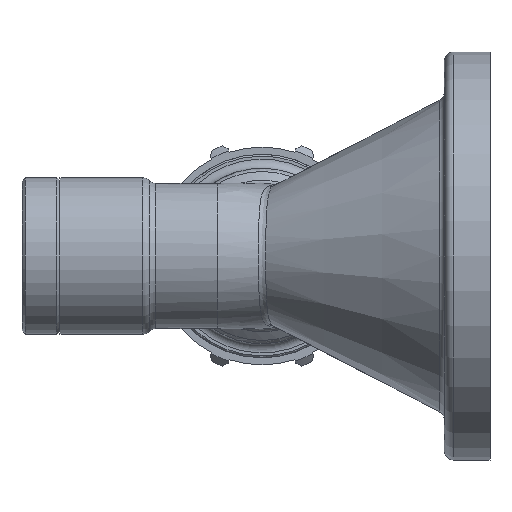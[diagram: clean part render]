
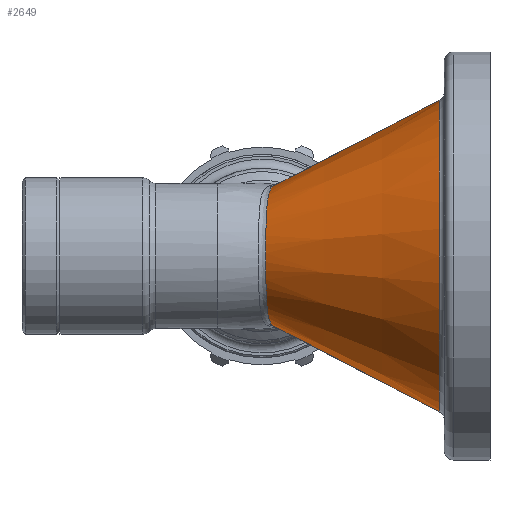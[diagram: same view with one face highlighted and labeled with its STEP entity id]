
A CAD part, left-side view. The second image highlights one B-rep face of the part: STEP entity #2649.
In plain terms, the highlighted conical face has half-angle 27.411 degrees and reference radius 26.4 mm.
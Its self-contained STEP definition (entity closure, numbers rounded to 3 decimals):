
#17=CONICAL_SURFACE('',#2822,26.4,27.411);
#175=LINE('',#4087,#355);
#180=LINE('',#4144,#360);
#355=VECTOR('',#3141,31.075);
#360=VECTOR('',#3148,31.075);
#535=B_SPLINE_CURVE_WITH_KNOTS('',3,(#4145,#4146,#4147,#4148,#4149,#4150,
#4151,#4152,#4153,#4154),.UNSPECIFIED.,.F.,.F.,(4,1,1,1,1,1,1,4),(-3.942,
-3.379,-2.816,-2.253,-1.69,
-1.126,-0.563,0.),.UNSPECIFIED.);
#607=FACE_OUTER_BOUND('',#765,.T.);
#765=EDGE_LOOP('',(#1754,#1755,#1756,#1757));
#956=CIRCLE('',#2819,25.975);
#1088=VERTEX_POINT('',#4071);
#1090=VERTEX_POINT('',#4077);
#1092=VERTEX_POINT('',#4086);
#1102=VERTEX_POINT('',#4143);
#1352=EDGE_CURVE('',#1088,#1090,#956,.T.);
#1355=EDGE_CURVE('',#1090,#1092,#175,.T.);
#1366=EDGE_CURVE('',#1088,#1102,#180,.T.);
#1367=EDGE_CURVE('',#1092,#1102,#535,.T.);
#1754=ORIENTED_EDGE('',*,*,#1352,.F.);
#1755=ORIENTED_EDGE('',*,*,#1366,.T.);
#1756=ORIENTED_EDGE('',*,*,#1367,.F.);
#1757=ORIENTED_EDGE('',*,*,#1355,.F.);
#2649=ADVANCED_FACE('',(#607),#17,.T.);
#2819=AXIS2_PLACEMENT_3D('',#4081,#3133,#3134);
#2822=AXIS2_PLACEMENT_3D('',#4142,#3146,#3147);
#3133=DIRECTION('center_axis',(0.,-1.,0.));
#3134=DIRECTION('ref_axis',(-1.,0.,0.));
#3141=DIRECTION('',(0.,0.888,0.46));
#3146=DIRECTION('center_axis',(0.,-1.,0.));
#3147=DIRECTION('ref_axis',(0.,0.,1.));
#3148=DIRECTION('',(0.,0.888,-0.46));
#4071=CARTESIAN_POINT('',(0.,-29.58,25.975));
#4077=CARTESIAN_POINT('',(0.,-29.58,-25.975));
#4081=CARTESIAN_POINT('Origin',(0.,-29.58,0.));
#4086=CARTESIAN_POINT('',(0.,-1.994,-11.669));
#4087=CARTESIAN_POINT('',(0.,-30.4,-26.4));
#4142=CARTESIAN_POINT('Origin',(0.,-30.4,0.));
#4143=CARTESIAN_POINT('',(0.,-1.994,11.669));
#4144=CARTESIAN_POINT('',(0.,-30.4,26.4));
#4145=CARTESIAN_POINT('Ctrl Pts',(0.,-1.994,
-11.669));
#4146=CARTESIAN_POINT('Ctrl Pts',(-1.612,-1.514,-11.42));
#4147=CARTESIAN_POINT('Ctrl Pts',(-4.861,-1.008,-10.465));
#4148=CARTESIAN_POINT('Ctrl Pts',(-8.824,-0.716,
-7.206));
#4149=CARTESIAN_POINT('Ctrl Pts',(-11.045,-0.608,
-2.571));
#4150=CARTESIAN_POINT('Ctrl Pts',(-11.043,-0.607,
2.571));
#4151=CARTESIAN_POINT('Ctrl Pts',(-8.826,-0.717,
7.207));
#4152=CARTESIAN_POINT('Ctrl Pts',(-4.861,-1.007,10.464));
#4153=CARTESIAN_POINT('Ctrl Pts',(-1.612,-1.514,11.42));
#4154=CARTESIAN_POINT('Ctrl Pts',(0.,-1.994,
11.669));
